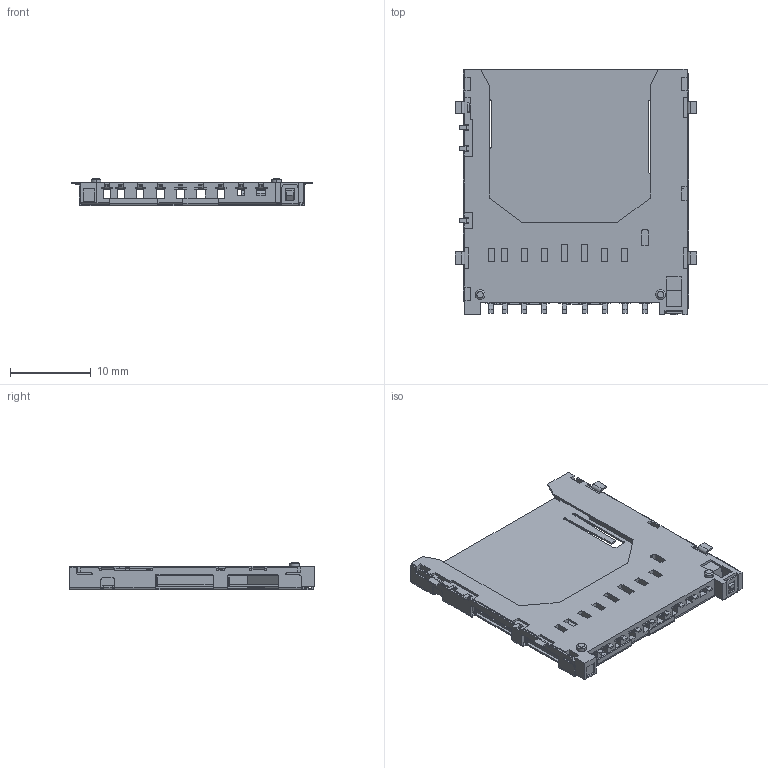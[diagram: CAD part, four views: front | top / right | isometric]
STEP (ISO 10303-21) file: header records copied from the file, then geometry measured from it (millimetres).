
FILE_DESCRIPTION(('STEP AP242'),'1');
FILE_NAME('dm1aa-sf-pej_72_.stp','2023-02-02T00:19:15',('TraceParts'),('TraceParts S.A.'),'Spatial InterOp 3D',' ',' ');
FILE_SCHEMA(('AP242_MANAGED_MODEL_BASED_3D_ENGINEERING_MIM_LF {1 0 10303 442 1 1 4}'));
Length unit declared in the file: millimetre
Products named in the file (1): dm1aa-sf-pej_72_
Bounding box: 30 x 30.5 x 3.45 mm (x, y, z)
Volume: 638.5 mm3; surface area: 3103 mm2
Topology: 1 solids, 1 shells, 936 faces, 2783 edges, 1804 vertices
Faces by surface type: plane 722, cylinder 210, cone 4
Entity records: 31118 total; most frequent: CARTESIAN_POINT 5591, ORIENTED_EDGE 5566, DIRECTION 5043, EDGE_CURVE 2783, LINE 2345, VECTOR 2345, VERTEX_POINT 1804, AXIS2_PLACEMENT_3D 1349
